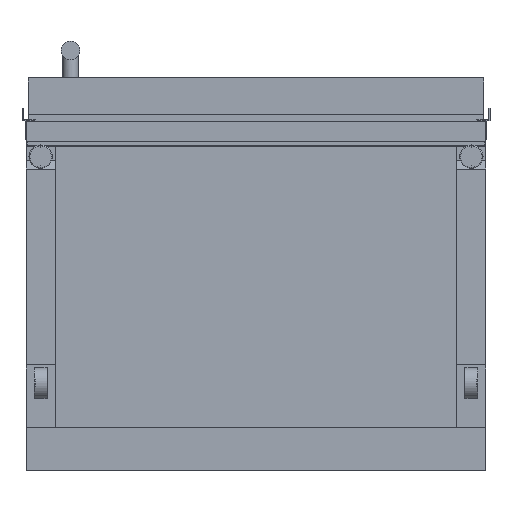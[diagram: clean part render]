
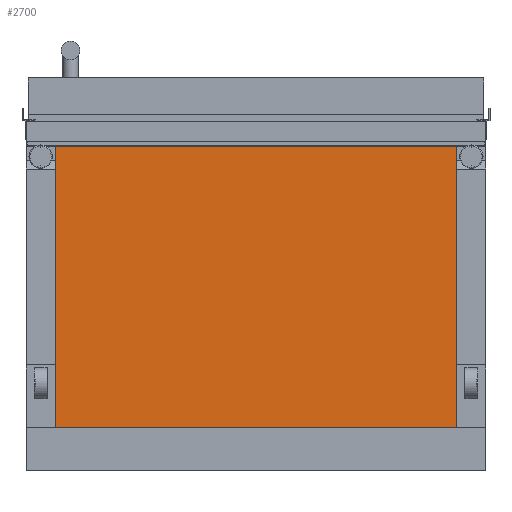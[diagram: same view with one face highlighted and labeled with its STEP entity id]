
A CAD part, front view. The second image highlights one B-rep face of the part: STEP entity #2700.
In plain terms, the highlighted planar face has unit normal (0, -1, 0).
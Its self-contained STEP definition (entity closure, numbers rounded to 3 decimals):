
#287 = CARTESIAN_POINT ( 'NONE',  ( -321., -928.35, 240. ) ) ;
#382 = VERTEX_POINT ( 'NONE', #5034 ) ;
#805 = EDGE_LOOP ( 'NONE', ( #4637, #4208, #8965, #3672 ) ) ;
#1072 = DIRECTION ( 'NONE',  ( 0., 0., 1. ) ) ;
#1339 = CARTESIAN_POINT ( 'NONE',  ( 321., -928.35, -280. ) ) ;
#1489 = CARTESIAN_POINT ( 'NONE',  ( 321., -928.35, -210.4 ) ) ;
#2021 = DIRECTION ( 'NONE',  ( 0., 0., 1. ) ) ;
#2676 = CARTESIAN_POINT ( 'NONE',  ( -368., -928.35, -210.4 ) ) ;
#2700 = ADVANCED_FACE ( 'NONE', ( #5174 ), #6901, .F. ) ;
#3423 = VERTEX_POINT ( 'NONE', #7187 ) ;
#3672 = ORIENTED_EDGE ( 'NONE', *, *, #17457, .F. ) ;
#3835 = DIRECTION ( 'NONE',  ( 0., 1., 0. ) ) ;
#4208 = ORIENTED_EDGE ( 'NONE', *, *, #14198, .T. ) ;
#4637 = ORIENTED_EDGE ( 'NONE', *, *, #16339, .T. ) ;
#4655 = CARTESIAN_POINT ( 'NONE',  ( -321., -928.35, -280. ) ) ;
#4676 = VECTOR ( 'NONE', #15598, 1000. ) ;
#5034 = CARTESIAN_POINT ( 'NONE',  ( -321., -928.35, -210.4 ) ) ;
#5174 = FACE_OUTER_BOUND ( 'NONE', #805, .T. ) ;
#5299 = VERTEX_POINT ( 'NONE', #15138 ) ;
#5581 = VECTOR ( 'NONE', #9169, 1000. ) ;
#5589 = LINE ( 'NONE', #1339, #4676 ) ;
#6901 = PLANE ( 'NONE',  #17916 ) ;
#7187 = CARTESIAN_POINT ( 'NONE',  ( -321., -928.35, 240. ) ) ;
#8536 = DIRECTION ( 'NONE',  ( -1., 0., 0. ) ) ;
#8965 = ORIENTED_EDGE ( 'NONE', *, *, #14838, .F. ) ;
#9169 = DIRECTION ( 'NONE',  ( -1., 0., 0. ) ) ;
#9395 = VECTOR ( 'NONE', #8536, 1000. ) ;
#9871 = LINE ( 'NONE', #287, #5581 ) ;
#12718 = VERTEX_POINT ( 'NONE', #1489 ) ;
#13165 = VECTOR ( 'NONE', #2021, 1000. ) ;
#14198 = EDGE_CURVE ( 'NONE', #5299, #3423, #9871, .T. ) ;
#14838 = EDGE_CURVE ( 'NONE', #382, #3423, #17004, .T. ) ;
#15138 = CARTESIAN_POINT ( 'NONE',  ( 321., -928.35, 240. ) ) ;
#15598 = DIRECTION ( 'NONE',  ( 0., 0., 1. ) ) ;
#16339 = EDGE_CURVE ( 'NONE', #12718, #5299, #5589, .T. ) ;
#16361 = LINE ( 'NONE', #2676, #9395 ) ;
#17004 = LINE ( 'NONE', #4655, #13165 ) ;
#17457 = EDGE_CURVE ( 'NONE', #12718, #382, #16361, .T. ) ;
#17916 = AXIS2_PLACEMENT_3D ( 'NONE', #18167, #3835, #1072 ) ;
#18167 = CARTESIAN_POINT ( 'NONE',  ( -321., -928.35, -280. ) ) ;
